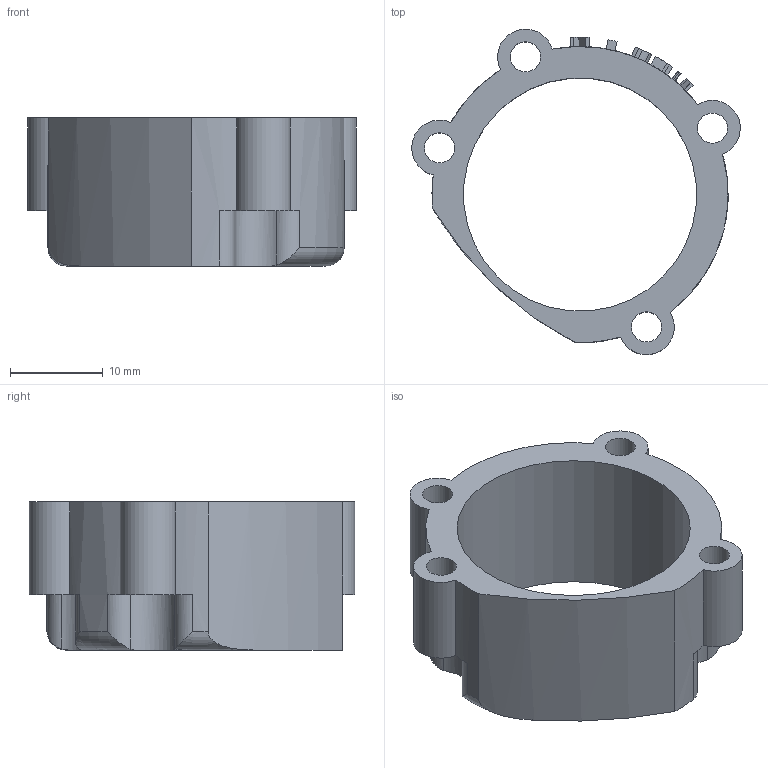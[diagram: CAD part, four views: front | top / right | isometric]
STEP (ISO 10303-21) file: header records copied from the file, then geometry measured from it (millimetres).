
FILE_DESCRIPTION(/* description */ ('STEP AP242','CAx-IF Rec.Pracs.---Representation and Presentation of Product Manufacturing Information (PMI)---4.0---2014-10-13','CAx-IF Rec.Pracs.---3D Tessellated Geometry---0.4---2014-09-14','2;1'),/* implementation_level */ '2;1');
FILE_NAME(/* name */ '62d9a8a76d5bdf60986cd4b7',/* time_stamp */ '2022-07-21T19:27:36+00:00',/* author */ (''),/* organization */ (''),/* preprocessor_version */ 'ST-DEVELOPER v18.102',/* originating_system */ ' ',/* authorisation */ ' ');
FILE_SCHEMA (('AP242_MANAGED_MODEL_BASED_3D_ENGINEERING_MIM_LF { 1 0 10303 442 1 1 4 }'));
Length unit declared in the file: metre
Products named in the file (1): motorSleeve1
Bounding box: 35.49 x 35.17 x 16 mm (x, y, z)
Volume: 4170.9 mm3; surface area: 4055.3 mm2
Topology: 1 solids, 1 shells, 136 faces, 379 edges, 254 vertices
Faces by surface type: plane 48, bspline 48, cylinder 36, torus 4
Full cylindrical faces by diameter (mm): 3.251 x4, 25.2 x1
Entity records: 4696 total; most frequent: CARTESIAN_POINT 1452, ORIENTED_EDGE 740, DIRECTION 548, EDGE_CURVE 370, VERTEX_POINT 250, AXIS2_PLACEMENT_3D 200, EDGE_LOOP 160, FACE_BOUND 160
